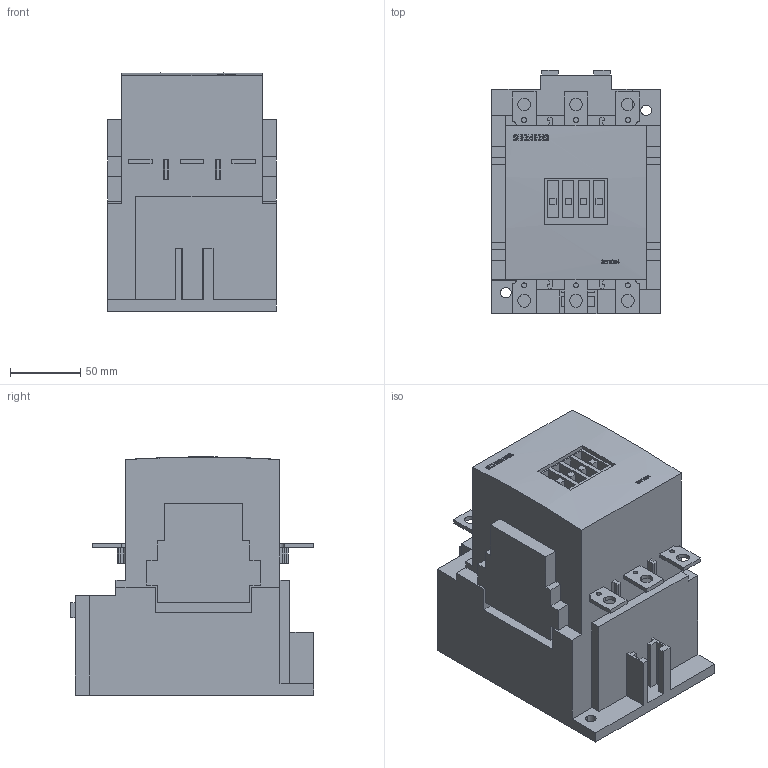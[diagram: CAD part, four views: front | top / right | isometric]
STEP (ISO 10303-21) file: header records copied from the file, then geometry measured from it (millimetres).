
FILE_DESCRIPTION (( 'STEP AP214' ), '1' );
FILE_NAME ('3RT1054_00000958_000__3d.step', '2007-01-31T13:42:21', ( 'Uwe Förster' ), ( 'Siemens and Partners' ), 'SwSTEP 2.0', 'SolidWorks 2007', '' );
FILE_SCHEMA (( 'AUTOMOTIVE_DESIGN' ));
Length unit declared in the file: millimetre
Products named in the file (1): 3RT1054_00000958_000__3d
Bounding box: 120 x 173.5 x 169.9 mm (x, y, z)
Volume: 2382381.1 mm3; surface area: 145002.6 mm2
Topology: 1 solids, 1 shells, 461 faces, 1251 edges, 834 vertices
Faces by surface type: plane 353, bspline 72, cylinder 36
Entity records: 21429 total; most frequent: CARTESIAN_POINT 6134, ORIENTED_EDGE 2502, DIRECTION 1983, EDGE_CURVE 1251, VECTOR 983, LINE 983, VERTEX_POINT 834, EDGE_LOOP 531
